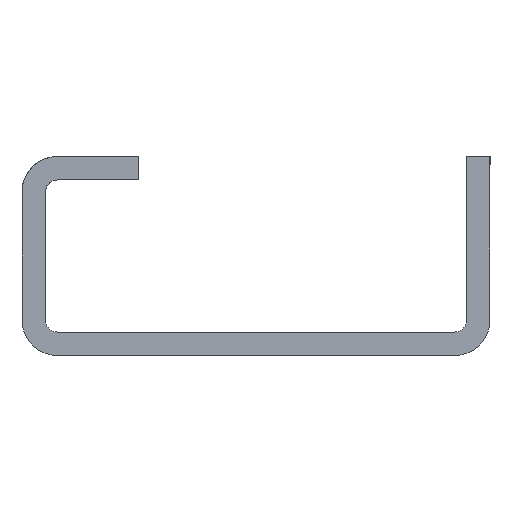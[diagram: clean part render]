
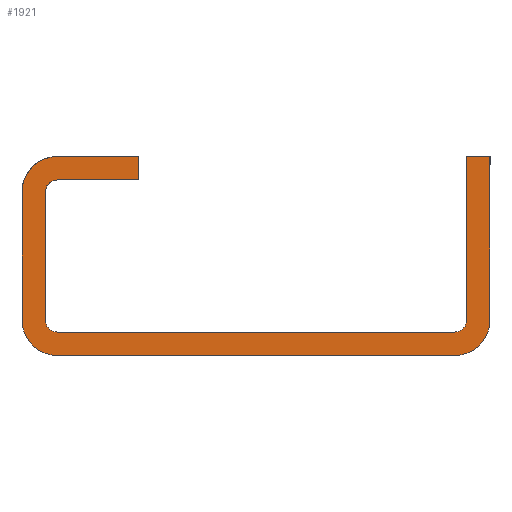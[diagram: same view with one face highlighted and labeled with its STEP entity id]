
A CAD part, left-side view. The second image highlights one B-rep face of the part: STEP entity #1921.
In plain terms, the highlighted planar face has unit normal (-1, 0, 0).
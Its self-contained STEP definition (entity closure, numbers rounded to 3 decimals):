
#6 = EDGE_CURVE ( 'NONE', #3656, #3123, #5072, .T. ) ;
#33 = EDGE_CURVE ( 'NONE', #3934, #599, #1636, .T. ) ;
#44 = VECTOR ( 'NONE', #5107, 1000. ) ;
#61 = DIRECTION ( 'NONE',  ( 0., 0., -1. ) ) ;
#62 = CARTESIAN_POINT ( 'NONE',  ( -150., 0., 13. ) ) ;
#92 = CIRCLE ( 'NONE', #4002, 3. ) ;
#120 = VECTOR ( 'NONE', #3680, 1000. ) ;
#214 = DIRECTION ( 'NONE',  ( 0., -1., 0. ) ) ;
#221 = CARTESIAN_POINT ( 'NONE',  ( -150., -20., 15. ) ) ;
#228 = VERTEX_POINT ( 'NONE', #579 ) ;
#230 = CARTESIAN_POINT ( 'NONE',  ( -150., 20., 15. ) ) ;
#236 = DIRECTION ( 'NONE',  ( 0., 0., -1. ) ) ;
#349 = CARTESIAN_POINT ( 'NONE',  ( -150., 18., 1. ) ) ;
#395 = CIRCLE ( 'NONE', #2123, 3. ) ;
#430 = VECTOR ( 'NONE', #4866, 1000. ) ;
#445 = ORIENTED_EDGE ( 'NONE', *, *, #4874, .F. ) ;
#460 = ORIENTED_EDGE ( 'NONE', *, *, #1701, .F. ) ;
#541 = ORIENTED_EDGE ( 'NONE', *, *, #4944, .T. ) ;
#563 = CARTESIAN_POINT ( 'NONE',  ( -150., 17., 15. ) ) ;
#579 = CARTESIAN_POINT ( 'NONE',  ( -150., 17., 13. ) ) ;
#599 = VERTEX_POINT ( 'NONE', #1339 ) ;
#626 = AXIS2_PLACEMENT_3D ( 'NONE', #3385, #1602, #4095 ) ;
#636 = LINE ( 'NONE', #5094, #44 ) ;
#680 = VECTOR ( 'NONE', #236, 1000. ) ;
#722 = LINE ( 'NONE', #3363, #3348 ) ;
#723 = CARTESIAN_POINT ( 'NONE',  ( -150., -20., 1. ) ) ;
#733 = CARTESIAN_POINT ( 'NONE',  ( -150., 17., 12. ) ) ;
#778 = EDGE_CURVE ( 'NONE', #4483, #815, #3517, .T. ) ;
#815 = VERTEX_POINT ( 'NONE', #4052 ) ;
#893 = ORIENTED_EDGE ( 'NONE', *, *, #4020, .T. ) ;
#941 = EDGE_CURVE ( 'NONE', #3656, #815, #636, .T. ) ;
#953 = VECTOR ( 'NONE', #1814, 1000. ) ;
#1063 = VERTEX_POINT ( 'NONE', #4976 ) ;
#1165 = AXIS2_PLACEMENT_3D ( 'NONE', #2509, #2560, #2579 ) ;
#1329 = LINE ( 'NONE', #1619, #2739 ) ;
#1339 = CARTESIAN_POINT ( 'NONE',  ( -150., 20., 1. ) ) ;
#1417 = EDGE_LOOP ( 'NONE', ( #2491, #3045, #541, #4205, #3231, #460, #4979, #3431, #4131, #893, #445, #1661, #4825, #2413, #4807, #4923 ) ) ;
#1460 = CARTESIAN_POINT ( 'NONE',  ( -150., 18., 0. ) ) ;
#1524 = DIRECTION ( 'NONE',  ( 0., 0., -1. ) ) ;
#1548 = CIRCLE ( 'NONE', #5109, 1. ) ;
#1602 = DIRECTION ( 'NONE',  ( -1., 0., 0. ) ) ;
#1619 = CARTESIAN_POINT ( 'NONE',  ( -150., -20., -2. ) ) ;
#1636 = LINE ( 'NONE', #230, #680 ) ;
#1661 = ORIENTED_EDGE ( 'NONE', *, *, #4585, .T. ) ;
#1701 = EDGE_CURVE ( 'NONE', #3123, #4998, #722, .T. ) ;
#1814 = DIRECTION ( 'NONE',  ( 0., 0., -1. ) ) ;
#1848 = AXIS2_PLACEMENT_3D ( 'NONE', #1917, #4416, #1524 ) ;
#1886 = VERTEX_POINT ( 'NONE', #2331 ) ;
#1895 = VERTEX_POINT ( 'NONE', #2280 ) ;
#1917 = CARTESIAN_POINT ( 'NONE',  ( -150., 17., 1. ) ) ;
#1921 = ADVANCED_FACE ( 'NONE', ( #2903 ), #2552, .F. ) ;
#1937 = DIRECTION ( 'NONE',  ( 0., 0., 1. ) ) ;
#1963 = EDGE_CURVE ( 'NONE', #5192, #3986, #5180, .T. ) ;
#2054 = CARTESIAN_POINT ( 'NONE',  ( -150., 0., 0. ) ) ;
#2097 = LINE ( 'NONE', #2054, #430 ) ;
#2102 = CARTESIAN_POINT ( 'NONE',  ( -150., 20., 12. ) ) ;
#2123 = AXIS2_PLACEMENT_3D ( 'NONE', #4158, #2506, #61 ) ;
#2280 = CARTESIAN_POINT ( 'NONE',  ( -150., 17., -2. ) ) ;
#2331 = CARTESIAN_POINT ( 'NONE',  ( -150., 17., 0. ) ) ;
#2385 = DIRECTION ( 'NONE',  ( 0., 0., -1. ) ) ;
#2396 = AXIS2_PLACEMENT_3D ( 'NONE', #4011, #4016, #4021 ) ;
#2413 = ORIENTED_EDGE ( 'NONE', *, *, #2724, .T. ) ;
#2491 = ORIENTED_EDGE ( 'NONE', *, *, #2526, .T. ) ;
#2506 = DIRECTION ( 'NONE',  ( -1., 0., 0. ) ) ;
#2509 = CARTESIAN_POINT ( 'NONE',  ( -150., -20., 15. ) ) ;
#2526 = EDGE_CURVE ( 'NONE', #5192, #3934, #3355, .T. ) ;
#2552 = PLANE ( 'NONE',  #1165 ) ;
#2560 = DIRECTION ( 'NONE',  ( 1., 0., 0. ) ) ;
#2579 = DIRECTION ( 'NONE',  ( 0., 0., -1. ) ) ;
#2642 = DIRECTION ( 'NONE',  ( 0., -1., 0. ) ) ;
#2690 = CARTESIAN_POINT ( 'NONE',  ( -150., -20., 15. ) ) ;
#2724 = EDGE_CURVE ( 'NONE', #228, #3808, #3959, .T. ) ;
#2739 = VECTOR ( 'NONE', #4091, 1000. ) ;
#2741 = DIRECTION ( 'NONE',  ( -1., 0., 0. ) ) ;
#2824 = EDGE_CURVE ( 'NONE', #1895, #5028, #1329, .T. ) ;
#2840 = CIRCLE ( 'NONE', #1848, 1. ) ;
#2855 = VECTOR ( 'NONE', #214, 1000. ) ;
#2903 = FACE_OUTER_BOUND ( 'NONE', #1417, .T. ) ;
#3045 = ORIENTED_EDGE ( 'NONE', *, *, #33, .T. ) ;
#3076 = CARTESIAN_POINT ( 'NONE',  ( -150., -18., 15. ) ) ;
#3123 = VERTEX_POINT ( 'NONE', #4164 ) ;
#3179 = CARTESIAN_POINT ( 'NONE',  ( -150., -17., -2. ) ) ;
#3231 = ORIENTED_EDGE ( 'NONE', *, *, #4102, .T. ) ;
#3295 = VECTOR ( 'NONE', #1937, 1000. ) ;
#3348 = VECTOR ( 'NONE', #3395, 1000. ) ;
#3355 = CIRCLE ( 'NONE', #626, 3. ) ;
#3363 = CARTESIAN_POINT ( 'NONE',  ( -150., -20., 15. ) ) ;
#3385 = CARTESIAN_POINT ( 'NONE',  ( -150., 17., 12. ) ) ;
#3395 = DIRECTION ( 'NONE',  ( 0., 0., -1. ) ) ;
#3414 = CARTESIAN_POINT ( 'NONE',  ( -150., 10., 15. ) ) ;
#3431 = ORIENTED_EDGE ( 'NONE', *, *, #941, .T. ) ;
#3517 = CIRCLE ( 'NONE', #2396, 1. ) ;
#3611 = DIRECTION ( 'NONE',  ( -1., 0., 0. ) ) ;
#3656 = VERTEX_POINT ( 'NONE', #3076 ) ;
#3680 = DIRECTION ( 'NONE',  ( 0., -1., 0. ) ) ;
#3797 = VECTOR ( 'NONE', #2642, 1000. ) ;
#3808 = VERTEX_POINT ( 'NONE', #4041 ) ;
#3934 = VERTEX_POINT ( 'NONE', #2102 ) ;
#3959 = LINE ( 'NONE', #62, #120 ) ;
#3986 = VERTEX_POINT ( 'NONE', #3414 ) ;
#4002 = AXIS2_PLACEMENT_3D ( 'NONE', #5219, #2741, #4720 ) ;
#4011 = CARTESIAN_POINT ( 'NONE',  ( -150., -17., 1. ) ) ;
#4016 = DIRECTION ( 'NONE',  ( -1., 0., 0. ) ) ;
#4020 = EDGE_CURVE ( 'NONE', #4483, #1886, #2097, .T. ) ;
#4021 = DIRECTION ( 'NONE',  ( 0., 0., -1. ) ) ;
#4041 = CARTESIAN_POINT ( 'NONE',  ( -150., 10., 13. ) ) ;
#4052 = CARTESIAN_POINT ( 'NONE',  ( -150., -18., 1. ) ) ;
#4091 = DIRECTION ( 'NONE',  ( 0., -1., 0. ) ) ;
#4095 = DIRECTION ( 'NONE',  ( 0., 0., -1. ) ) ;
#4102 = EDGE_CURVE ( 'NONE', #5028, #4998, #92, .T. ) ;
#4131 = ORIENTED_EDGE ( 'NONE', *, *, #778, .F. ) ;
#4158 = CARTESIAN_POINT ( 'NONE',  ( -150., 17., 1. ) ) ;
#4164 = CARTESIAN_POINT ( 'NONE',  ( -150., -20., 15. ) ) ;
#4205 = ORIENTED_EDGE ( 'NONE', *, *, #2824, .T. ) ;
#4208 = EDGE_CURVE ( 'NONE', #228, #1063, #1548, .T. ) ;
#4210 = LINE ( 'NONE', #1460, #3295 ) ;
#4221 = CARTESIAN_POINT ( 'NONE',  ( -150., -17., 0. ) ) ;
#4416 = DIRECTION ( 'NONE',  ( -1., 0., 0. ) ) ;
#4483 = VERTEX_POINT ( 'NONE', #4221 ) ;
#4487 = EDGE_CURVE ( 'NONE', #3986, #3808, #4666, .T. ) ;
#4502 = CARTESIAN_POINT ( 'NONE',  ( -150., 10., 15. ) ) ;
#4585 = EDGE_CURVE ( 'NONE', #5005, #1063, #4210, .T. ) ;
#4666 = LINE ( 'NONE', #4502, #953 ) ;
#4720 = DIRECTION ( 'NONE',  ( 0., 0., -1. ) ) ;
#4807 = ORIENTED_EDGE ( 'NONE', *, *, #4487, .F. ) ;
#4825 = ORIENTED_EDGE ( 'NONE', *, *, #4208, .F. ) ;
#4866 = DIRECTION ( 'NONE',  ( 0., 1., 0. ) ) ;
#4874 = EDGE_CURVE ( 'NONE', #5005, #1886, #2840, .T. ) ;
#4923 = ORIENTED_EDGE ( 'NONE', *, *, #1963, .F. ) ;
#4944 = EDGE_CURVE ( 'NONE', #599, #1895, #395, .T. ) ;
#4976 = CARTESIAN_POINT ( 'NONE',  ( -150., 18., 12. ) ) ;
#4979 = ORIENTED_EDGE ( 'NONE', *, *, #6, .F. ) ;
#4998 = VERTEX_POINT ( 'NONE', #723 ) ;
#5005 = VERTEX_POINT ( 'NONE', #349 ) ;
#5028 = VERTEX_POINT ( 'NONE', #3179 ) ;
#5072 = LINE ( 'NONE', #221, #2855 ) ;
#5094 = CARTESIAN_POINT ( 'NONE',  ( -150., -18., 0. ) ) ;
#5107 = DIRECTION ( 'NONE',  ( 0., 0., -1. ) ) ;
#5109 = AXIS2_PLACEMENT_3D ( 'NONE', #733, #3611, #2385 ) ;
#5180 = LINE ( 'NONE', #2690, #3797 ) ;
#5192 = VERTEX_POINT ( 'NONE', #563 ) ;
#5219 = CARTESIAN_POINT ( 'NONE',  ( -150., -17., 1. ) ) ;
